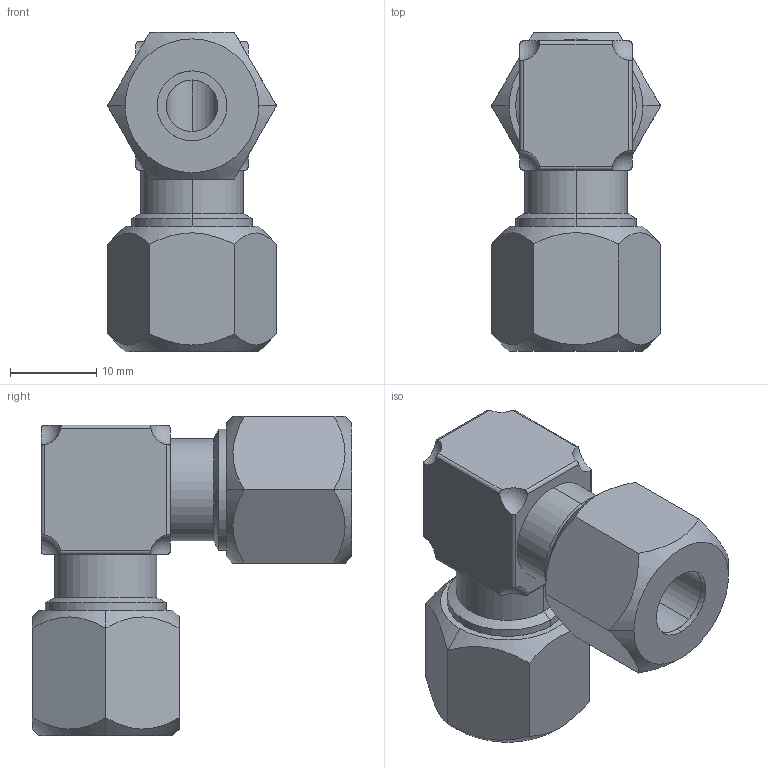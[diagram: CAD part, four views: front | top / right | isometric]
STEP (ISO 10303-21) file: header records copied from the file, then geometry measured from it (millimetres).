
FILE_DESCRIPTION (( 'STEP AP203' ), '1' );
FILE_NAME ('11-1323-03_outokumpu.step', '2015-08-10T08:31:54', ( '' ), ( '' ), 'SwSTEP 2.0', 'SolidWorks 2008', '' );
FILE_SCHEMA (( 'CONFIG_CONTROL_DESIGN' ));
Length unit declared in the file: millimetre
Products named in the file (4): 11-1323-03_outokumpu; nipple-13-666-235_outokumpu_nipple-13-666-235_outokumpu; bite-ring-13-111-003_outokumpu_bite-ring-13-111-003_outokumpu; nut-13-222-003_outokumpu_nut-13-222-003_outokumpu
Assembly tree (5 placements, depth 2):
  11-1323-03_outokumpu
    bite-ring-13-111-003_outokumpu_bite-ring-13-111-003_outokumpu  x2
    nut-13-222-003_outokumpu_nut-13-222-003_outokumpu  x2
    nipple-13-666-235_outokumpu_nipple-13-666-235_outokumpu
Bounding box: 19.63 x 37 x 37 mm (x, y, z)
Volume: 8293.2 mm3; surface area: 7530.5 mm2
Topology: 5 solids, 5 shells, 119 faces, 270 edges, 165 vertices
Faces by surface type: cylinder 48, cone 32, plane 31, sphere 8
Entity records: 3206 total; most frequent: CARTESIAN_POINT 710, DIRECTION 448, ORIENTED_EDGE 412, EDGE_CURVE 206, AXIS2_PLACEMENT_3D 185, VERTEX_POINT 127, EDGE_LOOP 99, ADVANCED_FACE 89
